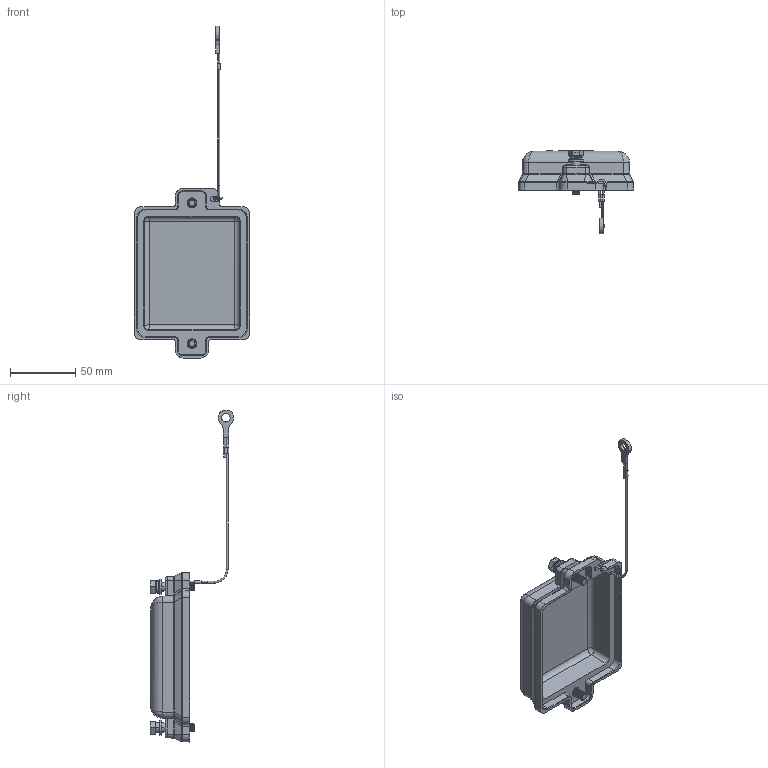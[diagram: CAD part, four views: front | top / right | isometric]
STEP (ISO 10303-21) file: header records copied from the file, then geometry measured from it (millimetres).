
FILE_DESCRIPTION((''),'2;1');
FILE_NAME('PRT0029','2024-01-31T',('13001'),(''),'PRO/ENGINEER BY PARAMETRIC TECHNOLOGY CORPORATION, 2012480','PRO/ENGINEER BY PARAMETRIC TECHNOLOGY CORPORATION, 2012480','');
FILE_SCHEMA(('CONFIG_CONTROL_DESIGN'));
Length unit declared in the file: millimetre
Products named in the file (1): PRT0029
Bounding box: 88.3 x 64.1 x 254.59 mm (x, y, z)
Volume: 72055.5 mm3; surface area: 40419.9 mm2
Topology: 1 solids, 1 shells, 584 faces, 1485 edges, 940 vertices
Faces by surface type: plane 190, cylinder 174, bspline 123, cone 46, torus 30, extrusion 20, sphere 1
Entity records: 26812 total; most frequent: CARTESIAN_POINT 13850, ORIENTED_EDGE 2970, DIRECTION 2223, EDGE_CURVE 1485, VERTEX_POINT 940, AXIS2_PLACEMENT_3D 767, VECTOR 689, LINE 669
